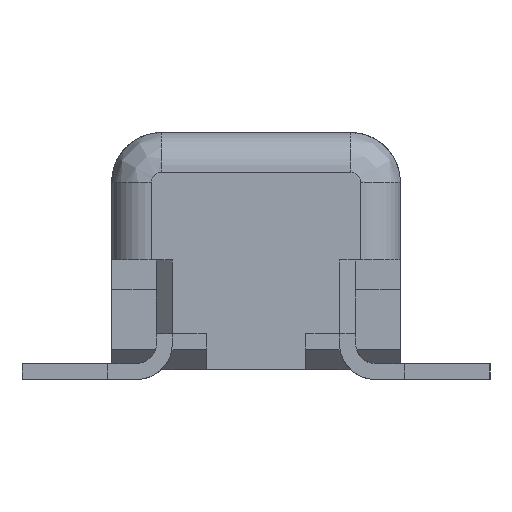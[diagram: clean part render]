
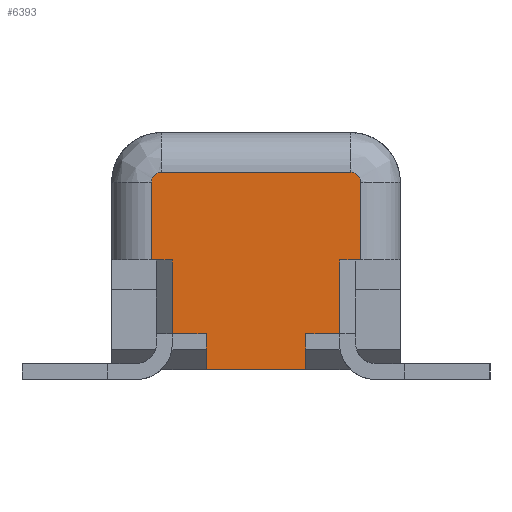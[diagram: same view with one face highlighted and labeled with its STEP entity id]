
A CAD part, left-side view. The second image highlights one B-rep face of the part: STEP entity #6393.
In plain terms, the highlighted planar face has unit normal (-1, 0, 0).
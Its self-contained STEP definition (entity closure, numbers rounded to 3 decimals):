
#322 = VERTEX_POINT ( 'NONE', #3546 ) ;
#326 = ORIENTED_EDGE ( 'NONE', *, *, #19511, .F. ) ;
#487 = EDGE_CURVE ( 'NONE', #16815, #4460, #18469, .T. ) ;
#566 = DIRECTION ( 'NONE',  ( 0., 1., 0. ) ) ;
#642 = ORIENTED_EDGE ( 'NONE', *, *, #11666, .F. ) ;
#877 = DIRECTION ( 'NONE',  ( 0., 1., 0. ) ) ;
#1140 = VERTEX_POINT ( 'NONE', #13970 ) ;
#1169 = VECTOR ( 'NONE', #8542, 1000. ) ;
#1254 = DIRECTION ( 'NONE',  ( 0., 0., 1. ) ) ;
#1346 = CARTESIAN_POINT ( 'NONE',  ( -3.95, 0., 0.23 ) ) ;
#1363 = LINE ( 'NONE', #2862, #2340 ) ;
#1637 = CARTESIAN_POINT ( 'NONE',  ( -3.95, -0.725, 0.05 ) ) ;
#1978 = EDGE_CURVE ( 'NONE', #8313, #14630, #19435, .T. ) ;
#2340 = VECTOR ( 'NONE', #1254, 1000. ) ;
#2384 = CARTESIAN_POINT ( 'NONE',  ( -3.95, -0.25, 1.24 ) ) ;
#2481 = DIRECTION ( 'NONE',  ( 0., 1., 0. ) ) ;
#2494 = ORIENTED_EDGE ( 'NONE', *, *, #9838, .F. ) ;
#2519 = CARTESIAN_POINT ( 'NONE',  ( -3.95, 0.25, 0.23 ) ) ;
#2569 = CARTESIAN_POINT ( 'NONE',  ( -3.95, 0.525, 0.6 ) ) ;
#2608 = CARTESIAN_POINT ( 'NONE',  ( -3.95, -0.525, 0.6 ) ) ;
#2773 = LINE ( 'NONE', #8882, #5175 ) ;
#2862 = CARTESIAN_POINT ( 'NONE',  ( -3.95, 0.525, 1.24 ) ) ;
#2943 = DIRECTION ( 'NONE',  ( 0., 0., -1. ) ) ;
#3156 = VECTOR ( 'NONE', #8931, 1000. ) ;
#3546 = CARTESIAN_POINT ( 'NONE',  ( -3.95, 0.475, 1.04 ) ) ;
#3934 = CARTESIAN_POINT ( 'NONE',  ( -3.95, -0.475, 1.04 ) ) ;
#3937 = CARTESIAN_POINT ( 'NONE',  ( -3.95, -0.475, 1.04 ) ) ;
#4004 = VERTEX_POINT ( 'NONE', #20578 ) ;
#4460 = VERTEX_POINT ( 'NONE', #9789 ) ;
#4767 = CARTESIAN_POINT ( 'NONE',  ( -3.95, 0.525, 1.019 ) ) ;
#4853 = EDGE_CURVE ( 'NONE', #20648, #14414, #11530, .T. ) ;
#5175 = VECTOR ( 'NONE', #877, 1000. ) ;
#5196 = VERTEX_POINT ( 'NONE', #6677 ) ;
#5451 = VERTEX_POINT ( 'NONE', #9068 ) ;
#5512 = VECTOR ( 'NONE', #2943, 1000. ) ;
#6393 = ADVANCED_FACE ( 'NONE', ( #8462 ), #16877, .F. ) ;
#6677 = CARTESIAN_POINT ( 'NONE',  ( -3.95, 0.42, 0.6 ) ) ;
#6737 = VERTEX_POINT ( 'NONE', #16847 ) ;
#6978 = ORIENTED_EDGE ( 'NONE', *, *, #13819, .F. ) ;
#7194 = CARTESIAN_POINT ( 'NONE',  ( -3.95, -0.525, 1.019 ) ) ;
#7203 = VECTOR ( 'NONE', #20176, 1000. ) ;
#7321 = LINE ( 'NONE', #13739, #7203 ) ;
#7492 = ORIENTED_EDGE ( 'NONE', *, *, #4853, .F. ) ;
#7493 = VECTOR ( 'NONE', #18065, 1000. ) ;
#7595 = EDGE_CURVE ( 'NONE', #6737, #5196, #17334, .T. ) ;
#7646 = CARTESIAN_POINT ( 'NONE',  ( -3.95, 0.42, 1.24 ) ) ;
#7706 = EDGE_CURVE ( 'NONE', #19566, #4004, #19234, .T. ) ;
#7756 = CARTESIAN_POINT ( 'NONE',  ( -3.95, -0.525, 1.24 ) ) ;
#8111 = CARTESIAN_POINT ( 'NONE',  ( -3.95, 0.504, 1.04 ) ) ;
#8313 = VERTEX_POINT ( 'NONE', #3937 ) ;
#8359 = DIRECTION ( 'NONE',  ( 0., 1., 0. ) ) ;
#8462 = FACE_OUTER_BOUND ( 'NONE', #18876, .T. ) ;
#8542 = DIRECTION ( 'NONE',  ( 0., -1., 0. ) ) ;
#8669 = EDGE_CURVE ( 'NONE', #4004, #5451, #16926, .T. ) ;
#8882 = CARTESIAN_POINT ( 'NONE',  ( -3.95, 0., 0.6 ) ) ;
#8931 = DIRECTION ( 'NONE',  ( 0., 0., 1. ) ) ;
#9006 = CARTESIAN_POINT ( 'NONE',  ( -3.95, -0.525, 0.99 ) ) ;
#9068 = CARTESIAN_POINT ( 'NONE',  ( -3.95, 0.25, 0.23 ) ) ;
#9090 = EDGE_CURVE ( 'NONE', #5451, #6737, #7321, .T. ) ;
#9577 = ORIENTED_EDGE ( 'NONE', *, *, #7706, .F. ) ;
#9789 = CARTESIAN_POINT ( 'NONE',  ( -3.95, -0.42, 0.6 ) ) ;
#9838 = EDGE_CURVE ( 'NONE', #4460, #20648, #15979, .T. ) ;
#10259 = EDGE_CURVE ( 'NONE', #5196, #19661, #2773, .T. ) ;
#10445 = CARTESIAN_POINT ( 'NONE',  ( -3.95, -0.504, 1.04 ) ) ;
#10467 = CARTESIAN_POINT ( 'NONE',  ( -3.95, 0., 0.6 ) ) ;
#10791 = EDGE_CURVE ( 'NONE', #14414, #19566, #19977, .T. ) ;
#11022 = DIRECTION ( 'NONE',  ( 0., 0., -1. ) ) ;
#11179 = CARTESIAN_POINT ( 'NONE',  ( -3.95, 0.475, 1.04 ) ) ;
#11530 = LINE ( 'NONE', #1346, #20193 ) ;
#11579 = ORIENTED_EDGE ( 'NONE', *, *, #10259, .F. ) ;
#11666 = EDGE_CURVE ( 'NONE', #322, #8313, #19504, .T. ) ;
#11730 = DIRECTION ( 'NONE',  ( 1., 0., 0. ) ) ;
#11862 = VECTOR ( 'NONE', #11022, 1000. ) ;
#12032 = VECTOR ( 'NONE', #2481, 1000. ) ;
#12187 = ORIENTED_EDGE ( 'NONE', *, *, #487, .F. ) ;
#12499 = LINE ( 'NONE', #7756, #11862 ) ;
#12818 = CARTESIAN_POINT ( 'NONE',  ( -3.95, -0.25, 0.05 ) ) ;
#13242 = VECTOR ( 'NONE', #20077, 1000. ) ;
#13291 = CARTESIAN_POINT ( 'NONE',  ( -3.95, 0., 1.04 ) ) ;
#13500 = CARTESIAN_POINT ( 'NONE',  ( -3.95, -0.525, 0.99 ) ) ;
#13535 = VECTOR ( 'NONE', #15743, 1000. ) ;
#13739 = CARTESIAN_POINT ( 'NONE',  ( -3.95, 0., 0.23 ) ) ;
#13819 = EDGE_CURVE ( 'NONE', #19661, #1140, #1363, .T. ) ;
#13970 = CARTESIAN_POINT ( 'NONE',  ( -3.95, 0.525, 0.99 ) ) ;
#14400 = CARTESIAN_POINT ( 'NONE',  ( -3.95, -0.42, 1.24 ) ) ;
#14414 = VERTEX_POINT ( 'NONE', #18381 ) ;
#14630 = VERTEX_POINT ( 'NONE', #9006 ) ;
#15743 = DIRECTION ( 'NONE',  ( 0., 0., 1. ) ) ;
#15979 = LINE ( 'NONE', #14400, #5512 ) ;
#16472 =( BOUNDED_CURVE ( )  B_SPLINE_CURVE ( 3, ( #19073, #4767, #8111, #11179 ),
 .UNSPECIFIED., .F., .T. ) 
 B_SPLINE_CURVE_WITH_KNOTS ( ( 4, 4 ),
 ( 0., 1. ),
 .UNSPECIFIED. ) 
 CURVE ( )  GEOMETRIC_REPRESENTATION_ITEM ( )  RATIONAL_B_SPLINE_CURVE ( ( 1., 0.805, 0.805, 1. ) ) 
 REPRESENTATION_ITEM ( '' )  );
#16815 = VERTEX_POINT ( 'NONE', #2608 ) ;
#16847 = CARTESIAN_POINT ( 'NONE',  ( -3.95, 0.42, 0.23 ) ) ;
#16877 = PLANE ( 'NONE',  #19559 ) ;
#16918 = ORIENTED_EDGE ( 'NONE', *, *, #17633, .F. ) ;
#16926 = LINE ( 'NONE', #2519, #3156 ) ;
#17334 = LINE ( 'NONE', #7646, #13535 ) ;
#17541 = CARTESIAN_POINT ( 'NONE',  ( -3.95, -0.42, 0.23 ) ) ;
#17633 = EDGE_CURVE ( 'NONE', #1140, #322, #16472, .T. ) ;
#17836 = ORIENTED_EDGE ( 'NONE', *, *, #9090, .F. ) ;
#18065 = DIRECTION ( 'NONE',  ( 0., 1., 0. ) ) ;
#18381 = CARTESIAN_POINT ( 'NONE',  ( -3.95, -0.25, 0.23 ) ) ;
#18469 = LINE ( 'NONE', #10467, #12032 ) ;
#18613 = ORIENTED_EDGE ( 'NONE', *, *, #8669, .F. ) ;
#18876 = EDGE_LOOP ( 'NONE', ( #326, #20096, #642, #16918, #6978, #11579, #19778, #17836, #18613, #9577, #19322, #7492, #2494, #12187 ) ) ;
#19073 = CARTESIAN_POINT ( 'NONE',  ( -3.95, 0.525, 0.99 ) ) ;
#19234 = LINE ( 'NONE', #1637, #7493 ) ;
#19322 = ORIENTED_EDGE ( 'NONE', *, *, #10791, .F. ) ;
#19435 =( BOUNDED_CURVE ( )  B_SPLINE_CURVE ( 3, ( #3934, #10445, #7194, #13500 ),
 .UNSPECIFIED., .F., .F. ) 
 B_SPLINE_CURVE_WITH_KNOTS ( ( 4, 4 ),
 ( 0., 1. ),
 .UNSPECIFIED. ) 
 CURVE ( )  GEOMETRIC_REPRESENTATION_ITEM ( )  RATIONAL_B_SPLINE_CURVE ( ( 1., 0.805, 0.805, 1. ) ) 
 REPRESENTATION_ITEM ( '' )  );
#19504 = LINE ( 'NONE', #13291, #1169 ) ;
#19511 = EDGE_CURVE ( 'NONE', #14630, #16815, #12499, .T. ) ;
#19559 = AXIS2_PLACEMENT_3D ( 'NONE', #19740, #11730, #566 ) ;
#19566 = VERTEX_POINT ( 'NONE', #12818 ) ;
#19661 = VERTEX_POINT ( 'NONE', #2569 ) ;
#19740 = CARTESIAN_POINT ( 'NONE',  ( -3.95, 0., 1.24 ) ) ;
#19778 = ORIENTED_EDGE ( 'NONE', *, *, #7595, .F. ) ;
#19977 = LINE ( 'NONE', #2384, #13242 ) ;
#20077 = DIRECTION ( 'NONE',  ( 0., 0., -1. ) ) ;
#20096 = ORIENTED_EDGE ( 'NONE', *, *, #1978, .F. ) ;
#20176 = DIRECTION ( 'NONE',  ( 0., 1., 0. ) ) ;
#20193 = VECTOR ( 'NONE', #8359, 1000. ) ;
#20578 = CARTESIAN_POINT ( 'NONE',  ( -3.95, 0.25, 0.05 ) ) ;
#20648 = VERTEX_POINT ( 'NONE', #17541 ) ;
